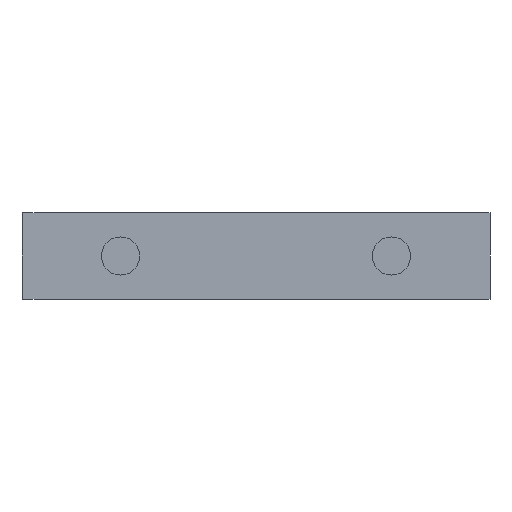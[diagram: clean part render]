
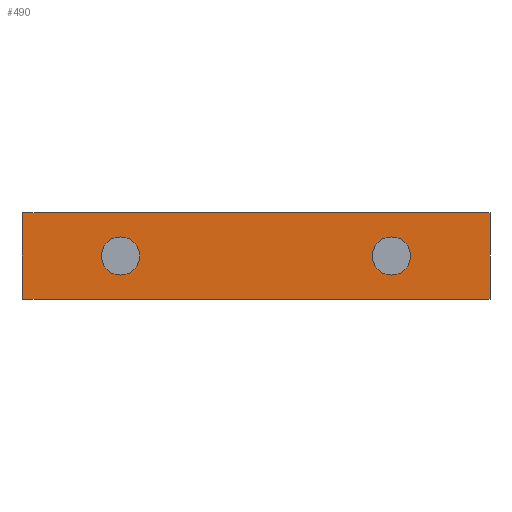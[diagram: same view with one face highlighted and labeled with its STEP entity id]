
A CAD part, front view. The second image highlights one B-rep face of the part: STEP entity #490.
In plain terms, the highlighted planar face has unit normal (0, -1, 0).
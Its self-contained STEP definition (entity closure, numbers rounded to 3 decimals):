
#8 = VECTOR ( 'NONE', #31, 1000. ) ;
#31 = DIRECTION ( 'NONE',  ( 0., 0., -1. ) ) ;
#37 = FACE_BOUND ( 'NONE', #522, .T. ) ;
#56 = CARTESIAN_POINT ( 'NONE',  ( -11., 0., 3.5 ) ) ;
#62 = DIRECTION ( 'NONE',  ( 0., -1., 0. ) ) ;
#65 = VERTEX_POINT ( 'NONE', #518 ) ;
#71 = CARTESIAN_POINT ( 'NONE',  ( 0., 0., 7. ) ) ;
#74 = CARTESIAN_POINT ( 'NONE',  ( 11., 0., 1.95 ) ) ;
#77 = CARTESIAN_POINT ( 'NONE',  ( -19., 0., 0. ) ) ;
#95 = AXIS2_PLACEMENT_3D ( 'NONE', #71, #521, #848 ) ;
#115 = CIRCLE ( 'NONE', #742, 1.55 ) ;
#123 = CARTESIAN_POINT ( 'NONE',  ( -11., 0., 3.5 ) ) ;
#142 = VERTEX_POINT ( 'NONE', #743 ) ;
#160 = ORIENTED_EDGE ( 'NONE', *, *, #328, .F. ) ;
#193 = DIRECTION ( 'NONE',  ( 1., 0., 0. ) ) ;
#228 = FACE_OUTER_BOUND ( 'NONE', #869, .T. ) ;
#230 = VERTEX_POINT ( 'NONE', #74 ) ;
#239 = VECTOR ( 'NONE', #274, 1000. ) ;
#254 = CARTESIAN_POINT ( 'NONE',  ( 0., 0., 7. ) ) ;
#261 = EDGE_CURVE ( 'NONE', #724, #762, #499, .T. ) ;
#262 = CARTESIAN_POINT ( 'NONE',  ( -19., 0., 7. ) ) ;
#266 = DIRECTION ( 'NONE',  ( 0., -1., 0. ) ) ;
#270 = ORIENTED_EDGE ( 'NONE', *, *, #726, .F. ) ;
#274 = DIRECTION ( 'NONE',  ( 1., 0., 0. ) ) ;
#287 = DIRECTION ( 'NONE',  ( 0., 0., -1. ) ) ;
#296 = VERTEX_POINT ( 'NONE', #573 ) ;
#317 = CARTESIAN_POINT ( 'NONE',  ( 19., 0., 7. ) ) ;
#318 = EDGE_CURVE ( 'NONE', #491, #296, #759, .T. ) ;
#328 = EDGE_CURVE ( 'NONE', #65, #704, #630, .T. ) ;
#334 = ORIENTED_EDGE ( 'NONE', *, *, #480, .T. ) ;
#345 = ORIENTED_EDGE ( 'NONE', *, *, #648, .F. ) ;
#358 = AXIS2_PLACEMENT_3D ( 'NONE', #56, #62, #429 ) ;
#372 = DIRECTION ( 'NONE',  ( 0., -1., 0. ) ) ;
#381 = AXIS2_PLACEMENT_3D ( 'NONE', #123, #266, #970 ) ;
#399 = AXIS2_PLACEMENT_3D ( 'NONE', #845, #668, #830 ) ;
#411 = EDGE_CURVE ( 'NONE', #230, #142, #115, .T. ) ;
#413 = CARTESIAN_POINT ( 'NONE',  ( -11., 0., 5.05 ) ) ;
#426 = CARTESIAN_POINT ( 'NONE',  ( 19., 0., 7. ) ) ;
#429 = DIRECTION ( 'NONE',  ( 0., 0., 1. ) ) ;
#447 = DIRECTION ( 'NONE',  ( 0., 0., -1. ) ) ;
#480 = EDGE_CURVE ( 'NONE', #724, #491, #564, .T. ) ;
#490 = ADVANCED_FACE ( 'NONE', ( #835, #37, #228 ), #974, .F. ) ;
#491 = VERTEX_POINT ( 'NONE', #77 ) ;
#498 = VECTOR ( 'NONE', #447, 1000. ) ;
#499 = LINE ( 'NONE', #254, #760 ) ;
#518 = CARTESIAN_POINT ( 'NONE',  ( -11., 0., 1.95 ) ) ;
#521 = DIRECTION ( 'NONE',  ( 0., 1., 0. ) ) ;
#522 = EDGE_LOOP ( 'NONE', ( #160, #270 ) ) ;
#554 = ORIENTED_EDGE ( 'NONE', *, *, #261, .F. ) ;
#564 = LINE ( 'NONE', #656, #498 ) ;
#573 = CARTESIAN_POINT ( 'NONE',  ( 19., 0., 0. ) ) ;
#577 = ORIENTED_EDGE ( 'NONE', *, *, #318, .T. ) ;
#594 = LINE ( 'NONE', #426, #8 ) ;
#630 = CIRCLE ( 'NONE', #381, 1.55 ) ;
#648 = EDGE_CURVE ( 'NONE', #762, #296, #594, .T. ) ;
#656 = CARTESIAN_POINT ( 'NONE',  ( -19., 0., 7. ) ) ;
#668 = DIRECTION ( 'NONE',  ( 0., -1., 0. ) ) ;
#704 = VERTEX_POINT ( 'NONE', #413 ) ;
#713 = CARTESIAN_POINT ( 'NONE',  ( 0., 0., 0. ) ) ;
#724 = VERTEX_POINT ( 'NONE', #262 ) ;
#726 = EDGE_CURVE ( 'NONE', #704, #65, #834, .T. ) ;
#742 = AXIS2_PLACEMENT_3D ( 'NONE', #813, #372, #287 ) ;
#743 = CARTESIAN_POINT ( 'NONE',  ( 11., 0., 5.05 ) ) ;
#759 = LINE ( 'NONE', #713, #239 ) ;
#760 = VECTOR ( 'NONE', #193, 1000. ) ;
#762 = VERTEX_POINT ( 'NONE', #317 ) ;
#772 = EDGE_LOOP ( 'NONE', ( #800, #965 ) ) ;
#781 = EDGE_CURVE ( 'NONE', #142, #230, #954, .T. ) ;
#800 = ORIENTED_EDGE ( 'NONE', *, *, #411, .F. ) ;
#813 = CARTESIAN_POINT ( 'NONE',  ( 11., 0., 3.5 ) ) ;
#830 = DIRECTION ( 'NONE',  ( 0., 0., -1. ) ) ;
#834 = CIRCLE ( 'NONE', #358, 1.55 ) ;
#835 = FACE_BOUND ( 'NONE', #772, .T. ) ;
#845 = CARTESIAN_POINT ( 'NONE',  ( 11., 0., 3.5 ) ) ;
#848 = DIRECTION ( 'NONE',  ( 0., 0., 1. ) ) ;
#869 = EDGE_LOOP ( 'NONE', ( #577, #345, #554, #334 ) ) ;
#954 = CIRCLE ( 'NONE', #399, 1.55 ) ;
#965 = ORIENTED_EDGE ( 'NONE', *, *, #781, .F. ) ;
#970 = DIRECTION ( 'NONE',  ( 0., 0., 1. ) ) ;
#974 = PLANE ( 'NONE',  #95 ) ;
